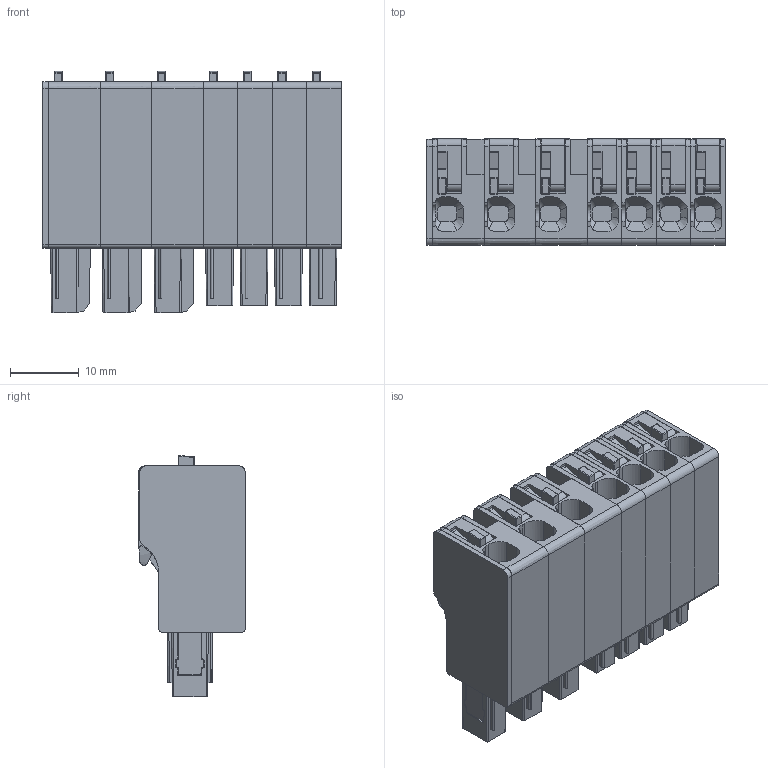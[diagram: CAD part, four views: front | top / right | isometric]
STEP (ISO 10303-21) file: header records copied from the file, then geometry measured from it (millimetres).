
FILE_DESCRIPTION(('CATIA V5 STEP Exchange','CAx-IF Rec.Pracs.--- Model Styling and Organization---1.4--- 2014-01-23'),'2;1');
FILE_NAME ('1361876-2_0_8000078351_8000078351.stp','2021-10-26T12:02:15+00:00',('none'),('Weidmueller'),'CATIA Version 5-6 Release 2016 SP3 HF44','CATIA V5 STEP AP214','none');
FILE_SCHEMA(('AUTOMOTIVE_DESIGN { 1 0 10303 214 1 1 1 1 }'));
Products named in the file (1): 8000078351
Bounding box: 43.3 x 15.5 x 35 mm (x, y, z)
Volume: 14621.6 mm3; surface area: 14642.9 mm2
Topology: 22 solids, 22 shells, 1838 faces, 5086 edges, 3324 vertices
Faces by surface type: plane 1071, cylinder 611, sphere 56, cone 50, bspline 26, torus 15, extrusion 9
Entity records: 62619 total; most frequent: CARTESIAN_POINT 17660, ORIENTED_EDGE 10060, DIRECTION 7800, EDGE_CURVE 5030, VERTEX_POINT 3324, VECTOR 3278, LINE 3269, AXIS2_PLACEMENT_3D 2720
